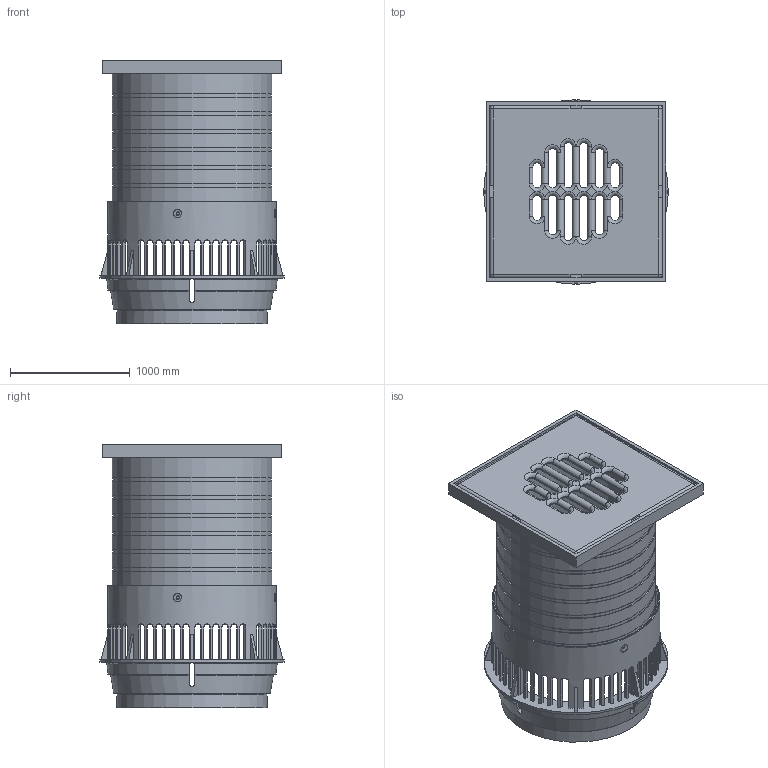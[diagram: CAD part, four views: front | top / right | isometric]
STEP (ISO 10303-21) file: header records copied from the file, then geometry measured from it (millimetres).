
FILE_DESCRIPTION(/* description */ (''),/* implementation_level */ '2;1');
FILE_NAME(/* name */ '16306.100X_3D.stp',/* time_stamp */ '2024-12-12T07:23:23+01:00',/* author */ ('CAD'),/* organization */ (''),/* preprocessor_version */ 'ST-DEVELOPER v20',/* originating_system */ 'AutoCAD Mechanical',/* authorisation */ '');
FILE_SCHEMA (('AUTOMOTIVE_DESIGN { 1 0 10303 214 3 1 1 }'));
Length unit declared in the file: centimetre
Products named in the file (2): Product; *S0
Assembly tree (1 placements, depth 2):
  Product
    *S0
Bounding box: 1540 x 1540 x 2200 mm (x, y, z)
Volume: 399774598.6 mm3; surface area: 29093802.3 mm2
Topology: 3 solids, 3 shells, 864 faces, 2401 edges, 1510 vertices
Faces by surface type: plane 381, cylinder 288, bspline 72, torus 71, sphere 40, cone 12
Full cylindrical faces by diameter (mm): 35 x4, 80 x4, 1320 x8, 1330 x9, 1365 x1, 1405 x1, 1540 x1
Entity records: 34304 total; most frequent: CARTESIAN_POINT 12424, ORIENTED_EDGE 4800, DIRECTION 4338, EDGE_CURVE 2400, AXIS2_PLACEMENT_3D 1622, VERTEX_POINT 1508, LINE 1094, VECTOR 1094
